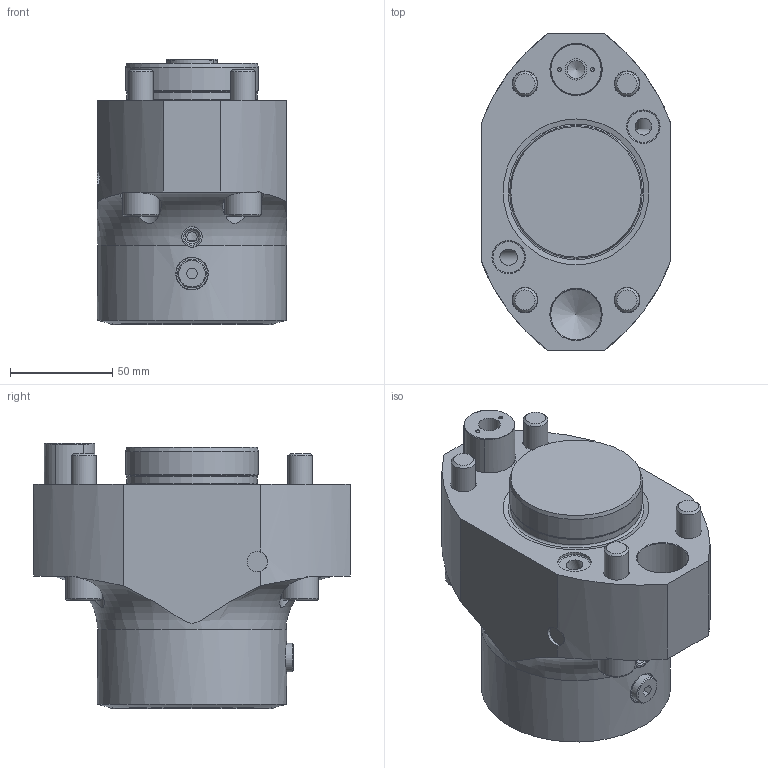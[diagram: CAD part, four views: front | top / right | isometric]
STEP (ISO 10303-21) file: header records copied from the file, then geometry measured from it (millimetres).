
FILE_DESCRIPTION(/* description */ (''),/* implementation_level */ '2;1');
FILE_NAME(/* name */ '1536583230609.stp',/* time_stamp */ '2018-09-10T18:10:43+06:00',/* author */ (''),/* organization */ ('SMS'),/* preprocessor_version */ 'ST-DEVELOPER v15',/* originating_system */ 'SIEMENS PLM Software NX 8.5',/* authorisation */ '');
FILE_SCHEMA (('AUTOMOTIVE_DESIGN { 1 0 10303 214 3 1 1 1 }'));
Length unit declared in the file: millimetre
Products named in the file (1): 201722558mod000_00
Bounding box: 93 x 155 x 130 mm (x, y, z)
Volume: 938816.8 mm3; surface area: 106286.1 mm2
Topology: 1 solids, 2 shells, 217 faces, 510 edges, 319 vertices
Faces by surface type: plane 76, cylinder 65, cone 58, torus 13, bspline 4, extrusion 1
Full cylindrical faces by diameter (mm): 2 x2, 5 x1, 6.8 x1, 8 x7, 8.782 x1, 8.9 x2, 10 x1, 10.05 x1, 10.5 x1, 12 x4, 12.5 x4, 14 x1, 16.355 x2, 17.865 x4, 24.7 x2, 25.011 x2, 40.5 x1, 64 x1, 65.007 x1, 80 x1, 92.7 x1
Entity records: 12235 total; most frequent: CARTESIAN_POINT 8058, DIRECTION 858, ORIENTED_EDGE 702, AXIS2_PLACEMENT_3D 390, EDGE_CURVE 351, EDGE_LOOP 337, VERTEX_POINT 260, FACE_BOUND 243
